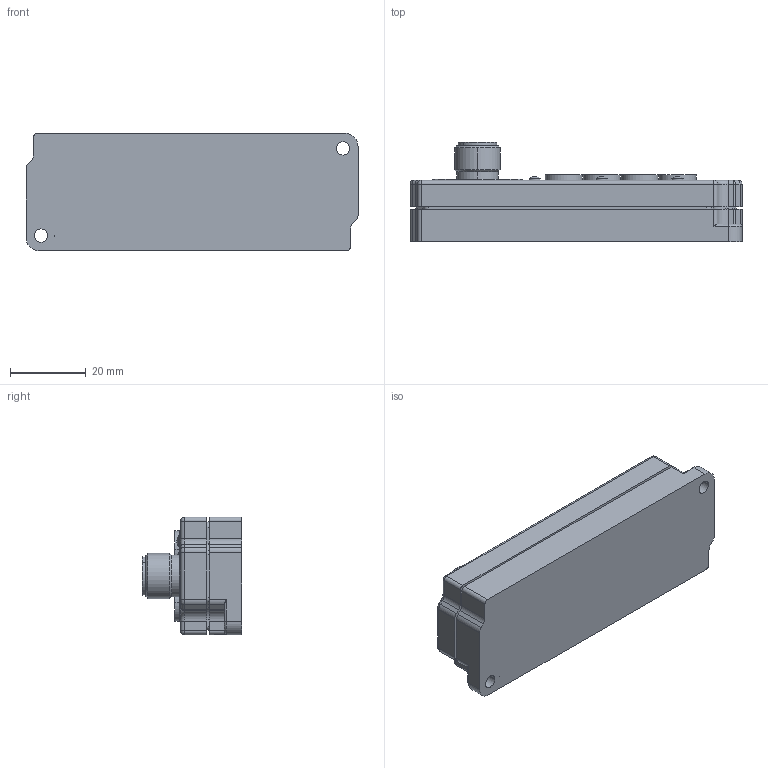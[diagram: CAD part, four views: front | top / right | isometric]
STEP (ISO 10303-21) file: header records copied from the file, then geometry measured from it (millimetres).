
FILE_DESCRIPTION(/* description */ (''),/* implementation_level */ '2;1');
FILE_NAME(/* name */ 'jb4m8-3-M12.stp',/* time_stamp */ '2019-04-13T11:41:56+08:00',/* author */ (''),/* organization */ (''),/* preprocessor_version */ 'ST-DEVELOPER v15',/* originating_system */ 'SIEMENS PLM Software NX 9.0',/* authorisation */ '');
FILE_SCHEMA (('CONFIG_CONTROL_DESIGN'));
Length unit declared in the file: millimetre
Products named in the file (1): jb4m8-3-M12_stp
Bounding box: 87.6 x 26.3 x 31 mm (x, y, z)
Volume: 42841.8 mm3; surface area: 13113.5 mm2
Topology: 1 solids, 14 shells, 443 faces, 1096 edges, 718 vertices
Faces by surface type: cylinder 217, plane 172, bspline 20, sphere 18, cone 8, torus 8
Full cylindrical faces by diameter (mm): 3 x6, 7.7 x1, 9.1 x1
Entity records: 18288 total; most frequent: CARTESIAN_POINT 7810, DIRECTION 2202, ORIENTED_EDGE 2082, EDGE_CURVE 1041, AXIS2_PLACEMENT_3D 841, VERTEX_POINT 691, EDGE_LOOP 534, LINE 520
